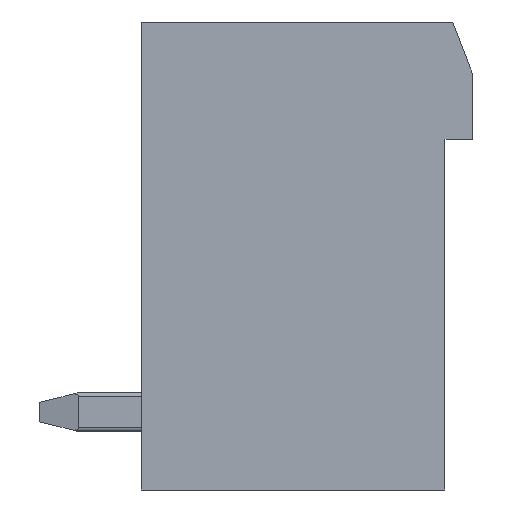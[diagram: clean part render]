
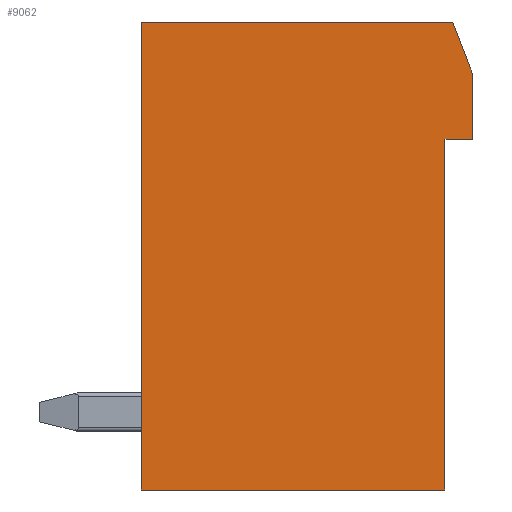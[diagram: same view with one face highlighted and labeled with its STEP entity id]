
A CAD part, left-side view. The second image highlights one B-rep face of the part: STEP entity #9062.
In plain terms, the highlighted planar face has unit normal (-1, 0, 0).
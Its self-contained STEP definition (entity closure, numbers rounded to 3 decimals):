
#322=LINE('',#12660,#1306);
#330=LINE('',#12676,#1314);
#340=LINE('',#12699,#1324);
#537=LINE('',#13148,#1521);
#546=LINE('',#13160,#1530);
#547=LINE('',#13162,#1531);
#550=LINE('',#13168,#1534);
#1306=VECTOR('',#10155,1000.);
#1314=VECTOR('',#10167,1000.);
#1324=VECTOR('',#10181,1000.);
#1521=VECTOR('',#10484,1000.);
#1530=VECTOR('',#10495,1000.);
#1531=VECTOR('',#10498,1000.);
#1534=VECTOR('',#10503,1000.);
#3460=ORIENTED_EDGE('',*,*,#4953,.T.);
#3461=ORIENTED_EDGE('',*,*,#4945,.T.);
#3462=ORIENTED_EDGE('',*,*,#5186,.T.);
#3463=ORIENTED_EDGE('',*,*,#4964,.T.);
#3464=ORIENTED_EDGE('',*,*,#5199,.T.);
#3465=ORIENTED_EDGE('',*,*,#5196,.T.);
#3466=ORIENTED_EDGE('',*,*,#5195,.T.);
#4945=EDGE_CURVE('',#6271,#6270,#322,.T.);
#4953=EDGE_CURVE('',#6276,#6271,#330,.T.);
#4964=EDGE_CURVE('',#6288,#6287,#340,.T.);
#5186=EDGE_CURVE('',#6270,#6288,#537,.T.);
#5195=EDGE_CURVE('',#6472,#6276,#546,.T.);
#5196=EDGE_CURVE('',#6473,#6472,#547,.T.);
#5199=EDGE_CURVE('',#6287,#6473,#550,.T.);
#6270=VERTEX_POINT('',#12659);
#6271=VERTEX_POINT('',#12661);
#6276=VERTEX_POINT('',#12674);
#6287=VERTEX_POINT('',#12698);
#6288=VERTEX_POINT('',#12700);
#6472=VERTEX_POINT('',#13153);
#6473=VERTEX_POINT('',#13163);
#7610=EDGE_LOOP('',(#3460,#3461,#3462,#3463,#3464,#3465,#3466));
#8169=FACE_BOUND('',#7610,.T.);
#8643=PLANE('',#9680);
#9062=ADVANCED_FACE('',(#8169),#8643,.T.);
#9680=AXIS2_PLACEMENT_3D('',#13953,#11255,#11256);
#10155=DIRECTION('',(0.,1.,0.));
#10167=DIRECTION('',(0.,0.359,0.933));
#10181=DIRECTION('',(0.,-1.,0.));
#10484=DIRECTION('',(0.,0.,-1.));
#10495=DIRECTION('',(0.,0.,1.));
#10498=DIRECTION('',(0.,-1.,0.));
#10503=DIRECTION('',(0.,0.,1.));
#11255=DIRECTION('',(-1.,0.,0.));
#11256=DIRECTION('',(0.,0.,1.));
#12659=CARTESIAN_POINT('',(-12.5,8.5,6.));
#12660=CARTESIAN_POINT('',(-12.5,0.5,6.));
#12661=CARTESIAN_POINT('',(-12.5,0.5,6.));
#12674=CARTESIAN_POINT('',(-12.5,0.,4.7));
#12676=CARTESIAN_POINT('',(-12.5,0.,4.7));
#12698=CARTESIAN_POINT('',(-12.5,0.7,-6.));
#12699=CARTESIAN_POINT('',(-12.5,8.5,-6.));
#12700=CARTESIAN_POINT('',(-12.5,8.5,-6.));
#13148=CARTESIAN_POINT('',(-12.5,8.5,6.));
#13153=CARTESIAN_POINT('',(-12.5,0.,3.));
#13160=CARTESIAN_POINT('',(-12.5,0.,3.));
#13162=CARTESIAN_POINT('',(-12.5,0.7,3.));
#13163=CARTESIAN_POINT('',(-12.5,0.7,3.));
#13168=CARTESIAN_POINT('',(-12.5,0.7,-6.));
#13953=CARTESIAN_POINT('',(-12.5,0.,0.));
